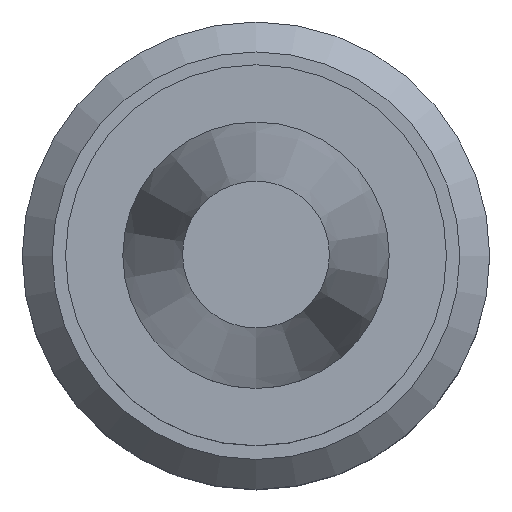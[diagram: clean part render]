
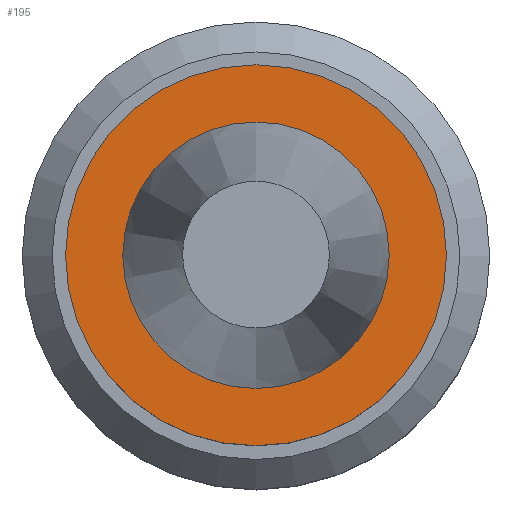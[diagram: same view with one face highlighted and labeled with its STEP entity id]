
A CAD part, top view. The second image highlights one B-rep face of the part: STEP entity #195.
In plain terms, the highlighted planar face has unit normal (0, 0, 1).
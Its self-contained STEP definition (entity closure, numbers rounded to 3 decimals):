
#131=EDGE_CURVE('Unnamed[1]',#327,#327,#328,.T.);
#176=EDGE_CURVE('Unnamed[1]',#396,#396,#397,.T.);
#195=ADVANCED_FACE('Unnamed[1]',(#424,#425),#426,.T.);
#327=VERTEX_POINT('',#589);
#328=CIRCLE('',#590,22.225);
#396=VERTEX_POINT('',#676);
#397=CIRCLE('',#677,31.775);
#424=FACE_OUTER_BOUND('',#712,.T.);
#425=FACE_BOUND('',#713,.T.);
#426=PLANE('',#714);
#589=CARTESIAN_POINT('',(0.,22.225,-1.));
#590=AXIS2_PLACEMENT_3D('',#881,#882,#883);
#676=CARTESIAN_POINT('',(0.,31.775,-1.));
#677=AXIS2_PLACEMENT_3D('',#954,#955,#956);
#712=EDGE_LOOP('',(#984));
#713=EDGE_LOOP('',(#985));
#714=AXIS2_PLACEMENT_3D('',#986,#987,#988);
#881=CARTESIAN_POINT('',(0.,0.0,-1.0));
#882=DIRECTION('',(0.,0.,-1.0));
#883=DIRECTION('',(0.,1.0,0.));
#954=CARTESIAN_POINT('',(0.,0.0,-1.0));
#955=DIRECTION('',(0.,0.,-1.0));
#956=DIRECTION('',(0.,1.0,0.));
#984=ORIENTED_EDGE('',*,*,#176,.F.);
#985=ORIENTED_EDGE('',*,*,#131,.T.);
#986=CARTESIAN_POINT('',(0.,27.,-1.));
#987=DIRECTION('',(0.,0.,1.0));
#988=DIRECTION('',(0.,-1.0,0.));
